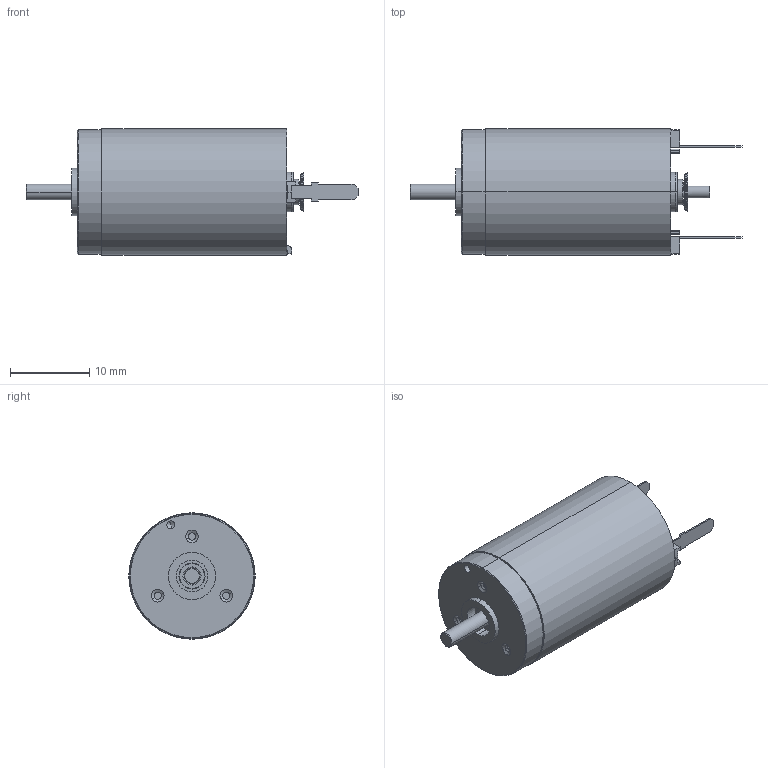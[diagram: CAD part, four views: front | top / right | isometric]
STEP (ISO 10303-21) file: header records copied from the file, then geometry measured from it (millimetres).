
FILE_DESCRIPTION(('STEP AP214'),'1');
FILE_NAME('cctmp_01ECAA44-1016-4C16-81C1-3E7DD8E491D2_2024_2_14_11_35_17_566..stp','2024-02-14T10:35:18',('maxon motor ag'),('CADClick - www.CADClick.com'),'Spatial InterOp 3D',' ','unknown authorization');
FILE_SCHEMA(('AUTOMOTIVE_DESIGN'));
Length unit declared in the file: millimetre
Products named in the file (6): 0
Assembly tree (5 placements, depth 2):
  (unnamed)
    0
    0
    0
    0
    0
Bounding box: 42 x 16 x 16 mm (x, y, z)
Volume: 2354.3 mm3; surface area: 4235.3 mm2
Topology: 11 solids, 12 shells, 982 faces, 2529 edges, 1633 vertices
Faces by surface type: plane 588, cylinder 258, cone 60, torus 50, bspline 24, sphere 2
Entity records: 38144 total; most frequent: CARTESIAN_POINT 5610, DIRECTION 5151, ORIENTED_EDGE 5054, EDGE_CURVE 2527, LINE 1771, VECTOR 1771, AXIS2_PLACEMENT_3D 1690, VERTEX_POINT 1633
